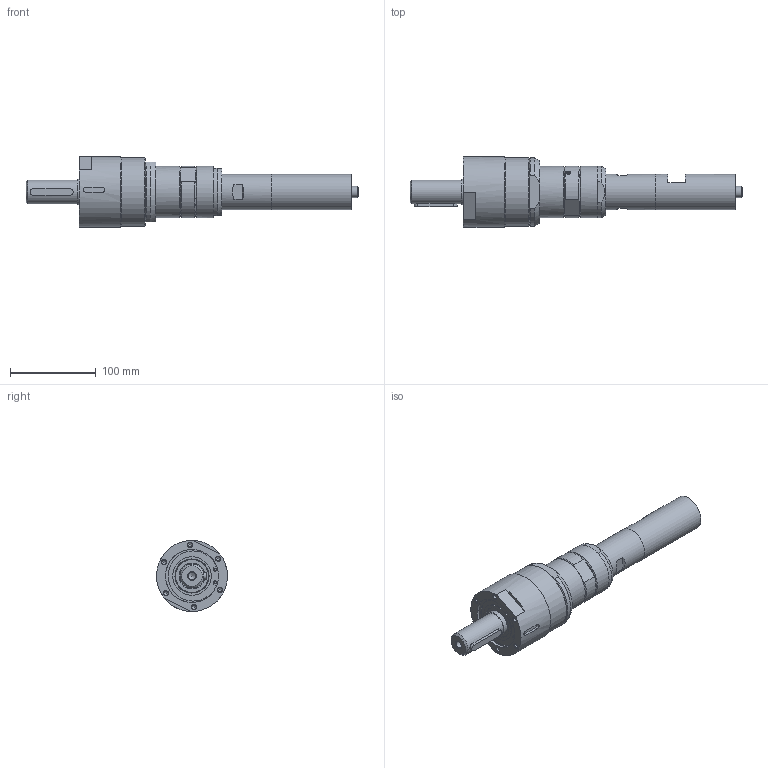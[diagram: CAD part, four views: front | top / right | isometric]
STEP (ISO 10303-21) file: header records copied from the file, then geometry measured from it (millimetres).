
FILE_DESCRIPTION((''),'2;1');
FILE_NAME('MUB 23-20_60009155.stp','2013-01-29T10:02:07',('ibasyouni'),(''),'Autodesk Inventor 2012','Autodesk Inventor 2012','');
FILE_SCHEMA(('AUTOMOTIVE_DESIGN { 1 0 10303 214 1 1 1 1 }'));
Length unit declared in the file: millimetre
Products named in the file (1): MUB 23-20_60009155
Bounding box: 388 x 82.99 x 82.99 mm (x, y, z)
Volume: 897415.4 mm3; surface area: 82834.8 mm2
Topology: 1 solids, 14 shells, 210 faces, 439 edges, 285 vertices
Faces by surface type: plane 95, cylinder 73, cone 33, torus 5, sphere 4
Full cylindrical faces by diameter (mm): 1.55 x4, 2 x3, 2.3 x1, 2.5 x2, 3.2 x5, 3.5 x2, 3.6 x2, 4 x4, 4.917 x6, 5 x4, 5.5 x2, 8 x1, 8.376 x1, 8.5 x1, 8.566 x2, 13 x1, 28 x1, 30 x1, 38 x1, 39 x1, 39.5 x1, 40 x1, 41.5 x2, 42 x1, 45 x1, 60 x2, 62 x1, 78.075 x1, 80 x1, 83 x1
Entity records: 5306 total; most frequent: CARTESIAN_POINT 1143, DIRECTION 860, ORIENTED_EDGE 598, AXIS2_PLACEMENT_3D 386, EDGE_LOOP 338, EDGE_CURVE 299, VERTEX_POINT 237, FACE_OUTER_BOUND 210
